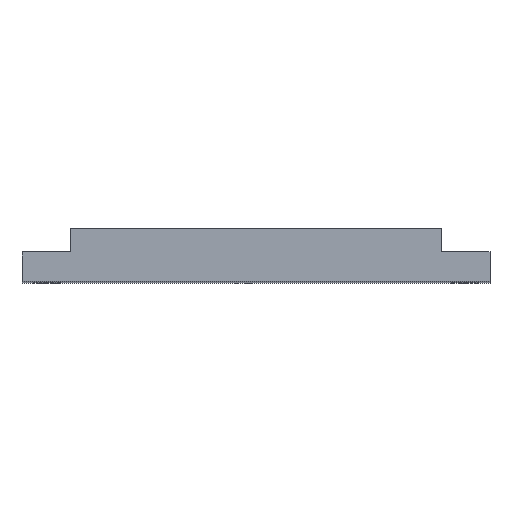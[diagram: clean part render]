
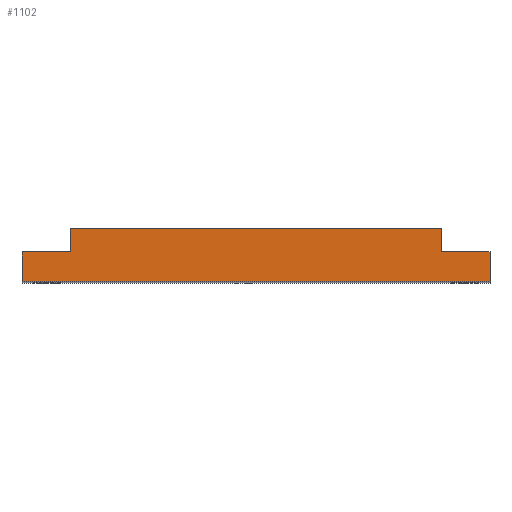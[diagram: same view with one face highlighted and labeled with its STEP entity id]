
A CAD part, top view. The second image highlights one B-rep face of the part: STEP entity #1102.
In plain terms, the highlighted planar face has unit normal (0, 0, 1).
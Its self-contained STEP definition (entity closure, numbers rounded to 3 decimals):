
#68 = EDGE_CURVE ( 'NONE', #1159, #2800, #893, .T. ) ;
#112 = DIRECTION ( 'NONE',  ( 0., 0., 1. ) ) ;
#124 = CARTESIAN_POINT ( 'NONE',  ( 47.5, 6., 100. ) ) ;
#133 = LINE ( 'NONE', #2325, #834 ) ;
#176 = LINE ( 'NONE', #2148, #1085 ) ;
#188 = VECTOR ( 'NONE', #1595, 1000. ) ;
#251 = LINE ( 'NONE', #445, #2497 ) ;
#259 = EDGE_CURVE ( 'NONE', #2246, #1015, #2672, .T. ) ;
#282 = CARTESIAN_POINT ( 'NONE',  ( -47.5, 6., 100. ) ) ;
#293 = CARTESIAN_POINT ( 'NONE',  ( -47.5, 0., 100. ) ) ;
#338 = CARTESIAN_POINT ( 'NONE',  ( 0., 0., 100. ) ) ;
#443 = CARTESIAN_POINT ( 'NONE',  ( 37.7, 6., 100. ) ) ;
#445 = CARTESIAN_POINT ( 'NONE',  ( 47.5, 6., 100. ) ) ;
#689 = CARTESIAN_POINT ( 'NONE',  ( 47.5, 0., 100. ) ) ;
#783 = EDGE_LOOP ( 'NONE', ( #2508, #3152, #1062, #1633, #1402, #2084, #1698, #2042 ) ) ;
#834 = VECTOR ( 'NONE', #1124, 1000. ) ;
#893 = LINE ( 'NONE', #3095, #188 ) ;
#925 = DIRECTION ( 'NONE',  ( 0., 1., 0. ) ) ;
#950 = EDGE_CURVE ( 'NONE', #2800, #3017, #1510, .T. ) ;
#1015 = VERTEX_POINT ( 'NONE', #1735 ) ;
#1062 = ORIENTED_EDGE ( 'NONE', *, *, #2210, .T. ) ;
#1064 = VERTEX_POINT ( 'NONE', #2792 ) ;
#1066 = CARTESIAN_POINT ( 'NONE',  ( -37.7, 6., 100. ) ) ;
#1085 = VECTOR ( 'NONE', #2616, 1000. ) ;
#1102 = ADVANCED_FACE ( 'NONE', ( #2054 ), #1551, .T. ) ;
#1119 = CARTESIAN_POINT ( 'NONE',  ( 47.5, 0., 100. ) ) ;
#1124 = DIRECTION ( 'NONE',  ( -1., 0., 0. ) ) ;
#1159 = VERTEX_POINT ( 'NONE', #1066 ) ;
#1206 = DIRECTION ( 'NONE',  ( -1., 0., 0. ) ) ;
#1234 = VERTEX_POINT ( 'NONE', #1119 ) ;
#1267 = DIRECTION ( 'NONE',  ( 0., -1., 0. ) ) ;
#1275 = CARTESIAN_POINT ( 'NONE',  ( 37.7, 6., 100. ) ) ;
#1397 = DIRECTION ( 'NONE',  ( 1., 0., 0. ) ) ;
#1402 = ORIENTED_EDGE ( 'NONE', *, *, #259, .T. ) ;
#1411 = VERTEX_POINT ( 'NONE', #124 ) ;
#1510 = LINE ( 'NONE', #282, #2541 ) ;
#1546 = EDGE_CURVE ( 'NONE', #3017, #1234, #1636, .T. ) ;
#1551 = PLANE ( 'NONE',  #2805 ) ;
#1595 = DIRECTION ( 'NONE',  ( -1., 0., 0. ) ) ;
#1633 = ORIENTED_EDGE ( 'NONE', *, *, #2562, .T. ) ;
#1636 = LINE ( 'NONE', #2641, #2822 ) ;
#1698 = ORIENTED_EDGE ( 'NONE', *, *, #2899, .T. ) ;
#1735 = CARTESIAN_POINT ( 'NONE',  ( 37.7, 10.7, 100. ) ) ;
#1887 = CARTESIAN_POINT ( 'NONE',  ( -47.5, 6., 100. ) ) ;
#2042 = ORIENTED_EDGE ( 'NONE', *, *, #68, .T. ) ;
#2054 = FACE_OUTER_BOUND ( 'NONE', #783, .T. ) ;
#2084 = ORIENTED_EDGE ( 'NONE', *, *, #2407, .T. ) ;
#2148 = CARTESIAN_POINT ( 'NONE',  ( -37.7, 10.7, 100. ) ) ;
#2151 = LINE ( 'NONE', #689, #2916 ) ;
#2172 = DIRECTION ( 'NONE',  ( 0., 1., 0. ) ) ;
#2210 = EDGE_CURVE ( 'NONE', #1234, #1411, #2151, .T. ) ;
#2246 = VERTEX_POINT ( 'NONE', #1275 ) ;
#2325 = CARTESIAN_POINT ( 'NONE',  ( 37.7, 10.7, 100. ) ) ;
#2407 = EDGE_CURVE ( 'NONE', #1015, #1064, #133, .T. ) ;
#2497 = VECTOR ( 'NONE', #1206, 1000. ) ;
#2508 = ORIENTED_EDGE ( 'NONE', *, *, #950, .T. ) ;
#2541 = VECTOR ( 'NONE', #1267, 1000. ) ;
#2562 = EDGE_CURVE ( 'NONE', #1411, #2246, #251, .T. ) ;
#2616 = DIRECTION ( 'NONE',  ( 0., -1., 0. ) ) ;
#2641 = CARTESIAN_POINT ( 'NONE',  ( -47.5, 0., 100. ) ) ;
#2672 = LINE ( 'NONE', #443, #2827 ) ;
#2792 = CARTESIAN_POINT ( 'NONE',  ( -37.7, 10.7, 100. ) ) ;
#2800 = VERTEX_POINT ( 'NONE', #1887 ) ;
#2805 = AXIS2_PLACEMENT_3D ( 'NONE', #338, #112, #3061 ) ;
#2822 = VECTOR ( 'NONE', #1397, 1000. ) ;
#2827 = VECTOR ( 'NONE', #2172, 1000. ) ;
#2899 = EDGE_CURVE ( 'NONE', #1064, #1159, #176, .T. ) ;
#2916 = VECTOR ( 'NONE', #925, 1000. ) ;
#3017 = VERTEX_POINT ( 'NONE', #293 ) ;
#3061 = DIRECTION ( 'NONE',  ( 1., 0., 0. ) ) ;
#3095 = CARTESIAN_POINT ( 'NONE',  ( -37.7, 6., 100. ) ) ;
#3152 = ORIENTED_EDGE ( 'NONE', *, *, #1546, .T. ) ;
